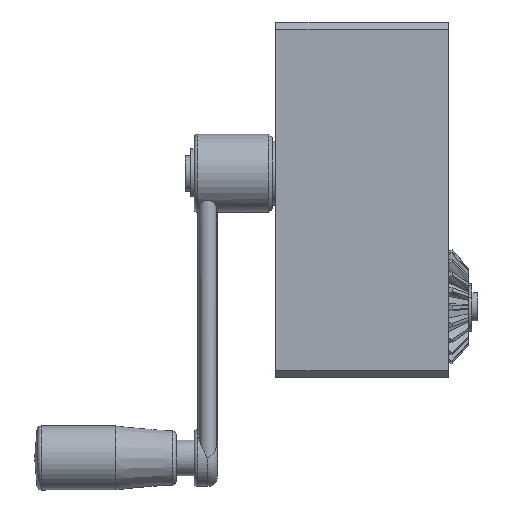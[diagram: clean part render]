
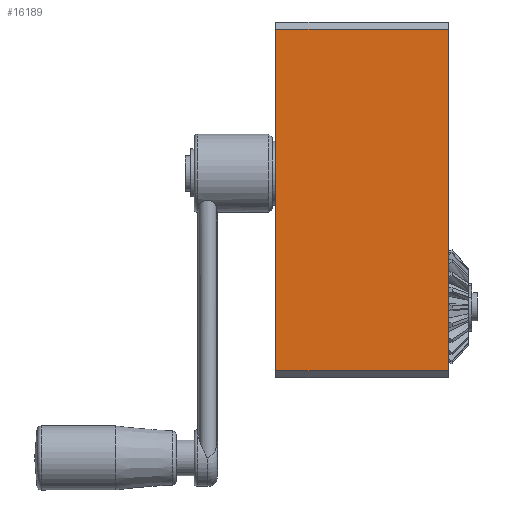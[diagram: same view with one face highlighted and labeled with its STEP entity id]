
A CAD part, left-side view. The second image highlights one B-rep face of the part: STEP entity #16189.
In plain terms, the highlighted face is planar.
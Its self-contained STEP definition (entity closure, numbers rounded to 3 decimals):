
#3519=FACE_OUTER_BOUND('',#4483,.T.);
#4483=EDGE_LOOP('',(#14474,#14475,#14476,#14477));
#5221=LINE('',#31644,#5944);
#5250=LINE('',#31757,#5973);
#5253=LINE('',#31763,#5976);
#5254=LINE('',#31764,#5977);
#5944=VECTOR('',#23172,10.);
#5973=VECTOR('',#23291,10.);
#5976=VECTOR('',#23296,10.);
#5977=VECTOR('',#23297,10.);
#7493=VERTEX_POINT('',#31630);
#7499=VERTEX_POINT('',#31642);
#7538=VERTEX_POINT('',#31756);
#7540=VERTEX_POINT('',#31762);
#9850=EDGE_CURVE('',#7499,#7493,#5221,.T.);
#9907=EDGE_CURVE('',#7493,#7538,#5250,.T.);
#9910=EDGE_CURVE('',#7540,#7499,#5253,.T.);
#9911=EDGE_CURVE('',#7538,#7540,#5254,.T.);
#14474=ORIENTED_EDGE('',*,*,#9907,.F.);
#14475=ORIENTED_EDGE('',*,*,#9850,.F.);
#14476=ORIENTED_EDGE('',*,*,#9910,.F.);
#14477=ORIENTED_EDGE('',*,*,#9911,.F.);
#15402=PLANE('',#18565);
#16189=ADVANCED_FACE('',(#3519),#15402,.T.);
#18565=AXIS2_PLACEMENT_3D('',#31761,#23294,#23295);
#23172=DIRECTION('',(-1.,0.,0.));
#23291=DIRECTION('',(0.,-1.,0.));
#23294=DIRECTION('center_axis',(0.,0.,-1.));
#23295=DIRECTION('ref_axis',(-1.,0.,0.));
#23296=DIRECTION('',(0.,1.,0.));
#23297=DIRECTION('',(1.,0.,0.));
#31630=CARTESIAN_POINT('',(2.,25.,-75.));
#31642=CARTESIAN_POINT('',(98.,25.,-75.));
#31644=CARTESIAN_POINT('',(100.,25.,-75.));
#31756=CARTESIAN_POINT('',(2.,-23.5,-75.));
#31757=CARTESIAN_POINT('',(2.,0.,-75.));
#31761=CARTESIAN_POINT('Origin',(100.,0.,-75.));
#31762=CARTESIAN_POINT('',(98.,-23.5,-75.));
#31763=CARTESIAN_POINT('',(98.,0.,-75.));
#31764=CARTESIAN_POINT('',(0.,-23.5,-75.));
